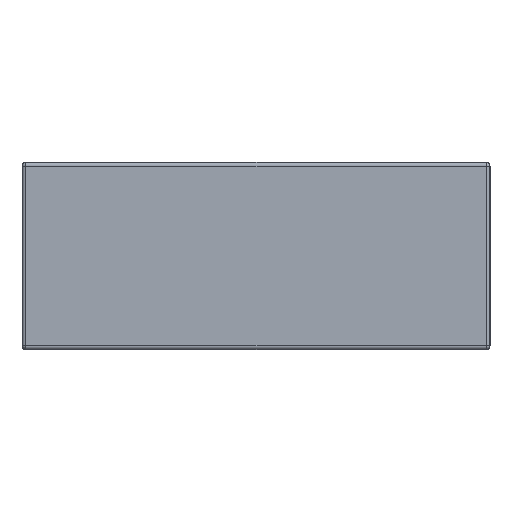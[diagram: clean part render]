
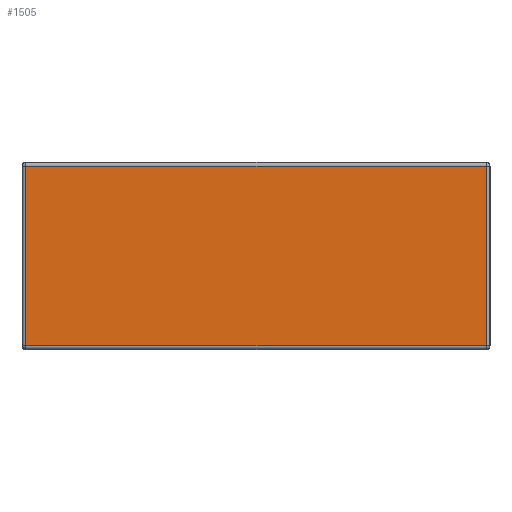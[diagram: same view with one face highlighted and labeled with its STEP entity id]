
A CAD part, left-side view. The second image highlights one B-rep face of the part: STEP entity #1505.
In plain terms, the highlighted planar face has unit normal (-1, 0, 0).
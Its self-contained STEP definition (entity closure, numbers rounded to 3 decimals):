
#1505 = ADVANCED_FACE('',(#1506),#1540,.F.);
#1506 = FACE_BOUND('',#1507,.T.);
#1507 = EDGE_LOOP('',(#1508,#1518,#1526,#1534));
#1508 = ORIENTED_EDGE('',*,*,#1509,.T.);
#1509 = EDGE_CURVE('',#1510,#1512,#1514,.T.);
#1510 = VERTEX_POINT('',#1511);
#1511 = CARTESIAN_POINT('',(-1.,-0.59,0.49));
#1512 = VERTEX_POINT('',#1513);
#1513 = CARTESIAN_POINT('',(-1.,0.64,0.49));
#1514 = LINE('',#1515,#1516);
#1515 = CARTESIAN_POINT('',(-1.,0.65,0.49));
#1516 = VECTOR('',#1517,1.);
#1517 = DIRECTION('',(0.,1.,0.));
#1518 = ORIENTED_EDGE('',*,*,#1519,.T.);
#1519 = EDGE_CURVE('',#1512,#1520,#1522,.T.);
#1520 = VERTEX_POINT('',#1521);
#1521 = CARTESIAN_POINT('',(-1.,0.64,0.01));
#1522 = LINE('',#1523,#1524);
#1523 = CARTESIAN_POINT('',(-1.,0.64,0.5));
#1524 = VECTOR('',#1525,1.);
#1525 = DIRECTION('',(0.,0.,-1.));
#1526 = ORIENTED_EDGE('',*,*,#1527,.T.);
#1527 = EDGE_CURVE('',#1520,#1528,#1530,.T.);
#1528 = VERTEX_POINT('',#1529);
#1529 = CARTESIAN_POINT('',(-1.,-0.59,0.01));
#1530 = LINE('',#1531,#1532);
#1531 = CARTESIAN_POINT('',(-1.,0.65,0.01));
#1532 = VECTOR('',#1533,1.);
#1533 = DIRECTION('',(0.,-1.,0.));
#1534 = ORIENTED_EDGE('',*,*,#1535,.T.);
#1535 = EDGE_CURVE('',#1528,#1510,#1536,.T.);
#1536 = LINE('',#1537,#1538);
#1537 = CARTESIAN_POINT('',(-1.,-0.59,0.5));
#1538 = VECTOR('',#1539,1.);
#1539 = DIRECTION('',(0.,0.,1.));
#1540 = PLANE('',#1541);
#1541 = AXIS2_PLACEMENT_3D('',#1542,#1543,#1544);
#1542 = CARTESIAN_POINT('',(-1.,0.65,0.5));
#1543 = DIRECTION('',(1.,0.,0.));
#1544 = DIRECTION('',(0.,1.,0.));
